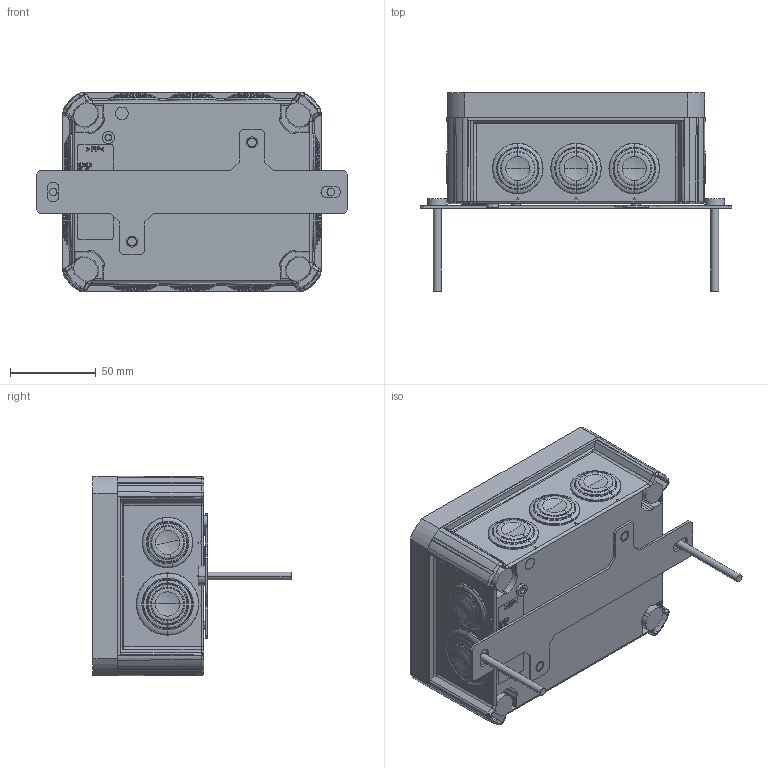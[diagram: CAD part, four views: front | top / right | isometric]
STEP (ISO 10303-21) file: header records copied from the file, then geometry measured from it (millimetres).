
FILE_DESCRIPTION (( 'STEP AP214' ), '1' );
FILE_NAME ('7205563.stp', '2018-03-23T08:47:01', ( '' ), ( '' ), 'SwSTEP 2.0', 'SolidWorks 2016', '' );
FILE_SCHEMA (( 'AUTOMOTIVE_DESIGN' ));
Length unit declared in the file: millimetre
Products named in the file (10): 059203_Standard; 059222_Standard; 096202_Standard; 062701_Standard; 7205563; 0069005_Standard; ED540-01_gro疇 Einf”rungen; ED540-02_02T100-ohne-VDE; 0068977_LGR; P_39408784_1_Standard
Assembly tree (19 placements, depth 4):
  7205563
    ED540-01_gro疇 Einf”rungen
    ED540-02_02T100-ohne-VDE
    0068977_LGR  x8
    0069005_Standard  x2
    062701_Standard
      059222_Standard
        059203_Standard
        P_39408784_1_Standard  x2
    096202_Standard  x2
Bounding box: 182 x 115.65 x 116.6 mm (x, y, z)
Volume: 1052108.7 mm3; surface area: 165108.9 mm2
Topology: 21 solids, 21 shells, 1715 faces, 4172 edges, 2558 vertices
Faces by surface type: plane 517, cylinder 450, cone 363, bspline 193, torus 172, sphere 20
Entity records: 39327 total; most frequent: CARTESIAN_POINT 15042, ORIENTED_EDGE 5304, DIRECTION 4529, EDGE_CURVE 2652, VERTEX_POINT 1687, AXIS2_PLACEMENT_3D 1544, LINE 1441, VECTOR 1441
